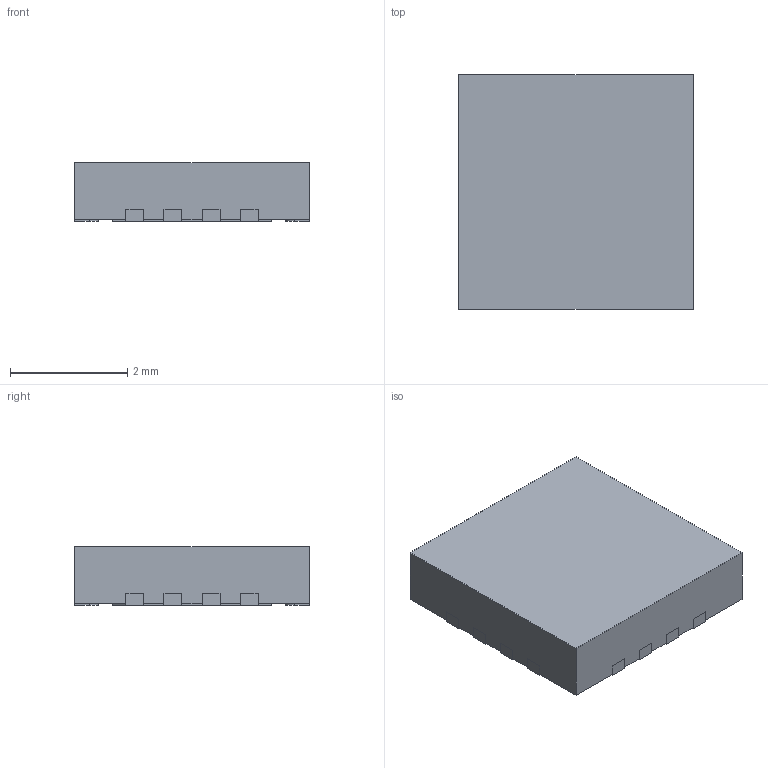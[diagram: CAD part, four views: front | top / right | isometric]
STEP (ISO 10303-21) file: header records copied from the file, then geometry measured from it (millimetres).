
FILE_DESCRIPTION((''),'2;1');
FILE_NAME('RSA0016B_ASM','2015-07-08T',('a0412086'),(''),'CREO PARAMETRIC BY PTC INC, 2015080','CREO PARAMETRIC BY PTC INC, 2015080','');
FILE_SCHEMA(('AUTOMOTIVE_DESIGN { 1 0 10303 214 1 1 1 1 }'));
Length unit declared in the file: millimetre
Products named in the file (4): BODY-QFN; FRAME-RSA0016B; PIN1-ID; RSA0016B_ASM
Assembly tree (3 placements, depth 2):
  RSA0016B_ASM
    BODY-QFN
    FRAME-RSA0016B
    PIN1-ID
Bounding box: 4 x 4 x 1 mm (x, y, z)
Volume: 15.8 mm3; surface area: 80.5 mm2
Topology: 18 solids, 18 shells, 189 faces, 450 edges, 300 vertices
Faces by surface type: plane 157, cylinder 32
Entity records: 7450 total; most frequent: CARTESIAN_POINT 953, DIRECTION 906, ORIENTED_EDGE 900, PRESENTATION_STYLE_ASSIGNMENT 486, STYLED_ITEM 468, CURVE_STYLE 450, EDGE_CURVE 450, VECTOR 386
